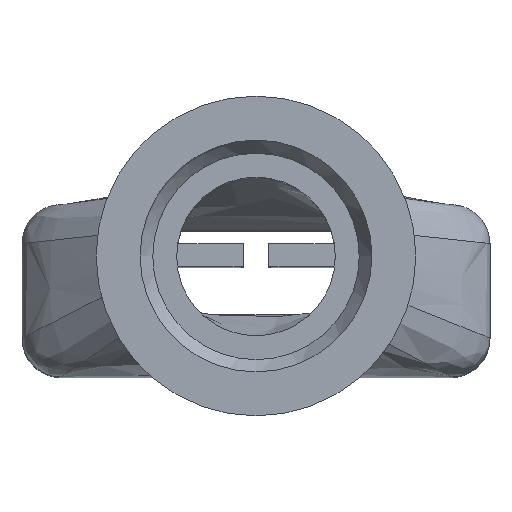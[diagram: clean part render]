
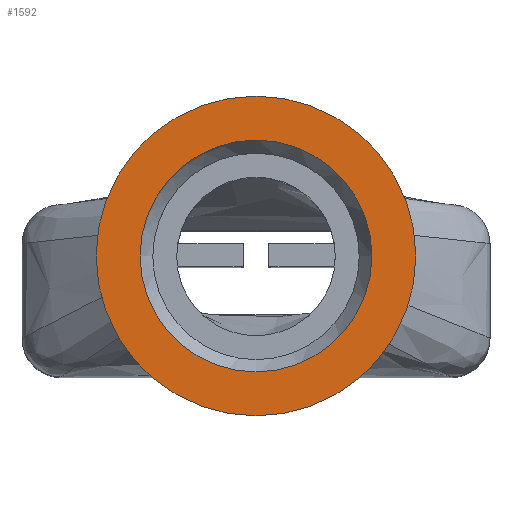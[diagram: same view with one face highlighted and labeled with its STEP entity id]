
A CAD part, top view. The second image highlights one B-rep face of the part: STEP entity #1592.
In plain terms, the highlighted planar face has unit normal (0, 0, 1).
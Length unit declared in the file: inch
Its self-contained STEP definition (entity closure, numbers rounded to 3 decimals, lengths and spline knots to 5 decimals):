
#360=PLANE($,#1706);
#425=FACE_BOUND($,#537,.T.);
#426=FACE_BOUND($,#538,.T.);
#537=EDGE_LOOP($,(#1125));
#538=EDGE_LOOP($,(#1126));
#632=CIRCLE($,#1684,0.08952);
#635=CIRCLE($,#1689,0.12349);
#696=VERTEX_POINT($,#2242);
#699=VERTEX_POINT($,#2250);
#859=EDGE_CURVE($,#696,#696,#632,.T.);
#862=EDGE_CURVE($,#699,#699,#635,.T.);
#1125=ORIENTED_EDGE($,*,*,#859,.T.);
#1126=ORIENTED_EDGE($,*,*,#862,.F.);
#1592=ADVANCED_FACE($,(#425,#426),#360,.T.);
#1684=AXIS2_PLACEMENT_3D($,#2243,#1816,#1817);
#1689=AXIS2_PLACEMENT_3D($,#2251,#1826,#1827);
#1706=AXIS2_PLACEMENT_3D($,#2282,#1860,#1861);
#1816=DIRECTION('center_axis',(0.,0.,-1.));
#1817=DIRECTION('ref_axis',(-1.,0.,0.));
#1826=DIRECTION('center_axis',(0.,0.,-1.));
#1827=DIRECTION('ref_axis',(-1.,0.,0.));
#1860=DIRECTION('center_axis',(0.,0.,1.));
#1861=DIRECTION('ref_axis',(1.,0.,0.));
#2242=CARTESIAN_POINT('',(0.08952,0.,0.42374));
#2243=CARTESIAN_POINT('Origin',(0.,0.,0.42374));
#2250=CARTESIAN_POINT('',(0.12349,0.,0.42374));
#2251=CARTESIAN_POINT('Origin',(0.,0.,0.42374));
#2282=CARTESIAN_POINT('Origin',(0.,0.,
0.42374));
